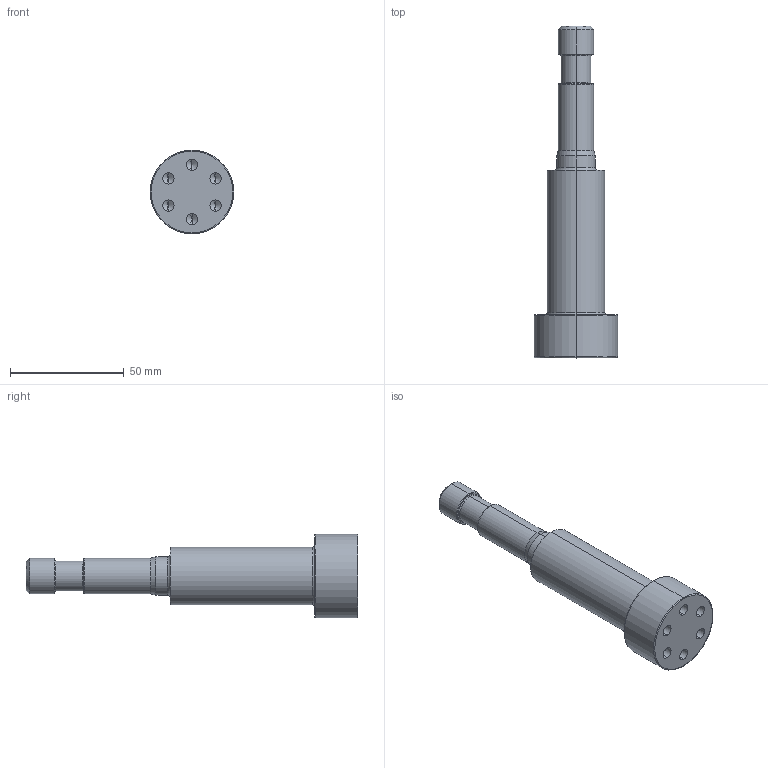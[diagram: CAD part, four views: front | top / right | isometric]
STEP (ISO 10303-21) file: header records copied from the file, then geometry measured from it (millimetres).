
FILE_DESCRIPTION (( 'STEP AP203' ), '1' );
FILE_NAME ('FB360_V1_25.STEP', '2016-05-30T06:55:43', ( '' ), ( '' ), 'SwSTEP 2.0', 'SolidWorks 2016', '' );
FILE_SCHEMA (( 'CONFIG_CONTROL_DESIGN' ));
Length unit declared in the file: inch
Products named in the file (1): FB360_V1_25
Bounding box: 36.83 x 146.05 x 36.83 mm (x, y, z)
Volume: 61594 mm3; surface area: 14215.2 mm2
Topology: 1 solids, 1 shells, 66 faces, 144 edges, 77 vertices
Faces by surface type: cylinder 26, cone 22, torus 12, plane 6
Entity records: 1783 total; most frequent: DIRECTION 346, CARTESIAN_POINT 274, ORIENTED_EDGE 260, AXIS2_PLACEMENT_3D 149, EDGE_CURVE 130, CIRCLE 82, EDGE_LOOP 77, VERTEX_POINT 77
